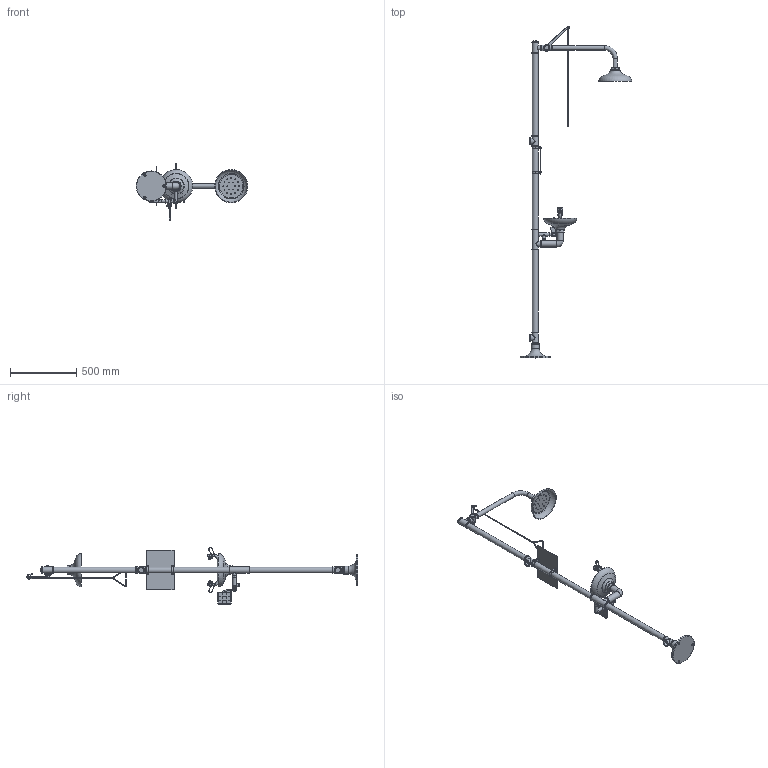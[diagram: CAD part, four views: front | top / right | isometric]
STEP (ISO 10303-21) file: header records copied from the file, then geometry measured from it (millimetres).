
FILE_DESCRIPTION(/* description */ (''),/* implementation_level */ '2;1');
FILE_NAME(/* name */ '4220.stp',/* time_stamp */ '2021-04-30T07:47:15+02:00',/* author */ ('miguelv'),/* organization */ (''),/* preprocessor_version */ 'ST-DEVELOPER v16.1',/* originating_system */ 'Autodesk Inventor 2016',/* authorisation */ '');
FILE_SCHEMA (('AUTOMOTIVE_DESIGN { 1 0 10303 214 3 1 1 }'));
Products named in the file (1): 104220
Bounding box: 841.25 x 2500.13 x 426.69 mm (x, y, z)
Volume: 5025952.2 mm3; surface area: 1441954.9 mm2
Topology: 7 solids, 15 shells, 1420 faces, 3429 edges, 2055 vertices
Faces by surface type: plane 541, cylinder 475, torus 174, bspline 108, cone 78, sphere 44
Full cylindrical faces by diameter (mm): 3 x2, 4 x2, 5 x18, 5.459 x2, 5.5 x2, 6 x4, 6.4 x2, 6.5 x1, 7 x1, 7.4 x18, 8.7 x2, 10 x2, 11 x3, 12 x2, 12.2 x2, 16 x1, 18 x2, 22 x2, 23 x2, 24 x3, 26 x1, 26.5 x1, 27.8 x2, 28 x3, 30.8 x1, 32 x1, 33.1 x1, 33.7 x2, 34 x1, 35.9 x3
Entity records: 49644 total; most frequent: CARTESIAN_POINT 16796, DIRECTION 6562, ORIENTED_EDGE 6128, EDGE_CURVE 3062, AXIS2_PLACEMENT_3D 2577, VERTEX_POINT 1998, EDGE_LOOP 1848, STYLED_ITEM 1427
